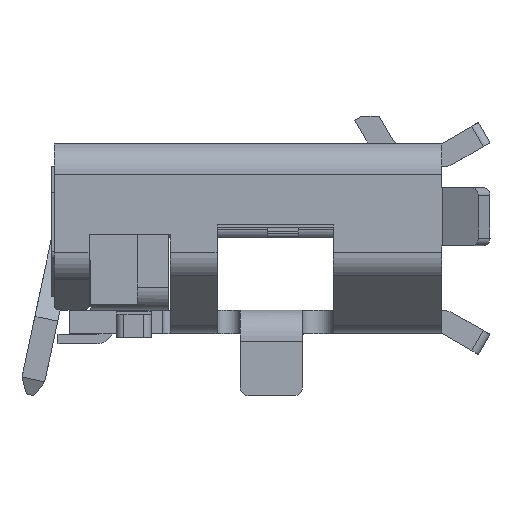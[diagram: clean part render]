
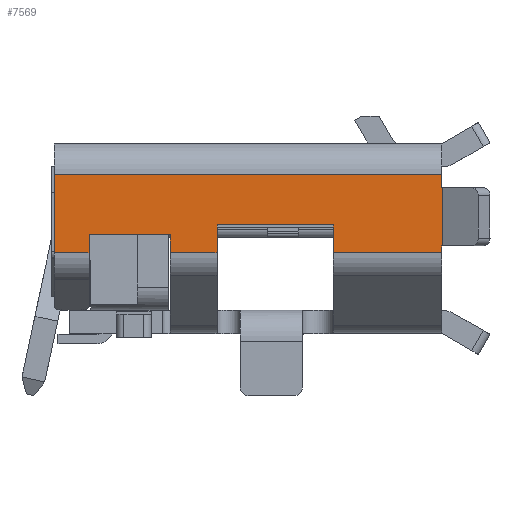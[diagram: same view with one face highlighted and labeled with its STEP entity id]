
A CAD part, left-side view. The second image highlights one B-rep face of the part: STEP entity #7569.
In plain terms, the highlighted planar face has unit normal (-1, 0, 0).
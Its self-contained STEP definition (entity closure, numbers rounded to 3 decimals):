
#6608 = VERTEX_POINT('',#6609);
#6609 = CARTESIAN_POINT('',(-3.75,-3.421,2.183));
#6616 = EDGE_CURVE('',#6617,#6608,#6619,.T.);
#6617 = VERTEX_POINT('',#6618);
#6618 = CARTESIAN_POINT('',(-3.75,-3.421,2.013));
#6619 = LINE('',#6620,#6621);
#6620 = CARTESIAN_POINT('',(-3.75,-3.421,1.678));
#6621 = VECTOR('',#6622,1.);
#6622 = DIRECTION('',(0.,0.,1.));
#6665 = VERTEX_POINT('',#6666);
#6666 = CARTESIAN_POINT('',(-3.75,1.579,2.183));
#6673 = EDGE_CURVE('',#6608,#6665,#6674,.T.);
#6674 = LINE('',#6675,#6676);
#6675 = CARTESIAN_POINT('',(-3.75,-0.921,2.183));
#6676 = VECTOR('',#6677,1.);
#6677 = DIRECTION('',(0.,1.,0.));
#6750 = VERTEX_POINT('',#6751);
#6751 = CARTESIAN_POINT('',(-3.75,1.579,1.173));
#6758 = EDGE_CURVE('',#6665,#6750,#6759,.T.);
#6759 = LINE('',#6760,#6761);
#6760 = CARTESIAN_POINT('',(-3.75,1.579,1.819));
#6761 = VECTOR('',#6762,1.);
#6762 = DIRECTION('',(0.,0.,-1.));
#7569 = ADVANCED_FACE('',(#7570),#7677,.T.);
#7570 = FACE_BOUND('',#7571,.T.);
#7571 = EDGE_LOOP('',(#7572,#7573,#7574,#7582,#7590,#7598,#7606,#7614,
    #7622,#7630,#7638,#7646,#7654,#7662,#7670,#7676));
#7572 = ORIENTED_EDGE('',*,*,#6673,.T.);
#7573 = ORIENTED_EDGE('',*,*,#6758,.T.);
#7574 = ORIENTED_EDGE('',*,*,#7575,.T.);
#7575 = EDGE_CURVE('',#6750,#7576,#7578,.T.);
#7576 = VERTEX_POINT('',#7577);
#7577 = CARTESIAN_POINT('',(-3.75,1.129,1.173));
#7578 = LINE('',#7579,#7580);
#7579 = CARTESIAN_POINT('',(-3.75,-0.922,1.173));
#7580 = VECTOR('',#7581,1.);
#7581 = DIRECTION('',(0.,-1.,0.));
#7582 = ORIENTED_EDGE('',*,*,#7583,.T.);
#7583 = EDGE_CURVE('',#7576,#7584,#7586,.T.);
#7584 = VERTEX_POINT('',#7585);
#7585 = CARTESIAN_POINT('',(-3.75,1.129,1.408));
#7586 = LINE('',#7587,#7588);
#7587 = CARTESIAN_POINT('',(-3.75,1.129,1.678));
#7588 = VECTOR('',#7589,1.);
#7589 = DIRECTION('',(0.,0.,1.));
#7590 = ORIENTED_EDGE('',*,*,#7591,.T.);
#7591 = EDGE_CURVE('',#7584,#7592,#7594,.T.);
#7592 = VERTEX_POINT('',#7593);
#7593 = CARTESIAN_POINT('',(-3.75,0.079,1.408));
#7594 = LINE('',#7595,#7596);
#7595 = CARTESIAN_POINT('',(-3.75,-0.922,1.408));
#7596 = VECTOR('',#7597,1.);
#7597 = DIRECTION('',(0.,-1.,0.));
#7598 = ORIENTED_EDGE('',*,*,#7599,.T.);
#7599 = EDGE_CURVE('',#7592,#7600,#7602,.T.);
#7600 = VERTEX_POINT('',#7601);
#7601 = CARTESIAN_POINT('',(-3.75,0.079,1.176));
#7602 = LINE('',#7603,#7604);
#7603 = CARTESIAN_POINT('',(-3.75,0.079,1.678));
#7604 = VECTOR('',#7605,1.);
#7605 = DIRECTION('',(0.,0.,-1.));
#7606 = ORIENTED_EDGE('',*,*,#7607,.T.);
#7607 = EDGE_CURVE('',#7600,#7608,#7610,.T.);
#7608 = VERTEX_POINT('',#7609);
#7609 = CARTESIAN_POINT('',(-3.75,-0.521,1.176));
#7610 = LINE('',#7611,#7612);
#7611 = CARTESIAN_POINT('',(-3.75,-0.922,1.176));
#7612 = VECTOR('',#7613,1.);
#7613 = DIRECTION('',(0.,-1.,0.));
#7614 = ORIENTED_EDGE('',*,*,#7615,.T.);
#7615 = EDGE_CURVE('',#7608,#7616,#7618,.T.);
#7616 = VERTEX_POINT('',#7617);
#7617 = CARTESIAN_POINT('',(-3.75,-0.521,1.533));
#7618 = LINE('',#7619,#7620);
#7619 = CARTESIAN_POINT('',(-3.75,-0.521,1.678));
#7620 = VECTOR('',#7621,1.);
#7621 = DIRECTION('',(0.,0.,1.));
#7622 = ORIENTED_EDGE('',*,*,#7623,.T.);
#7623 = EDGE_CURVE('',#7616,#7624,#7626,.T.);
#7624 = VERTEX_POINT('',#7625);
#7625 = CARTESIAN_POINT('',(-3.75,-2.021,1.533));
#7626 = LINE('',#7627,#7628);
#7627 = CARTESIAN_POINT('',(-3.75,-0.922,1.533));
#7628 = VECTOR('',#7629,1.);
#7629 = DIRECTION('',(0.,-1.,0.));
#7630 = ORIENTED_EDGE('',*,*,#7631,.T.);
#7631 = EDGE_CURVE('',#7624,#7632,#7634,.T.);
#7632 = VERTEX_POINT('',#7633);
#7633 = CARTESIAN_POINT('',(-3.75,-2.021,1.176));
#7634 = LINE('',#7635,#7636);
#7635 = CARTESIAN_POINT('',(-3.75,-2.021,1.678));
#7636 = VECTOR('',#7637,1.);
#7637 = DIRECTION('',(0.,0.,-1.));
#7638 = ORIENTED_EDGE('',*,*,#7639,.T.);
#7639 = EDGE_CURVE('',#7632,#7640,#7642,.T.);
#7640 = VERTEX_POINT('',#7641);
#7641 = CARTESIAN_POINT('',(-3.75,-3.421,1.176));
#7642 = LINE('',#7643,#7644);
#7643 = CARTESIAN_POINT('',(-3.75,-0.922,1.176));
#7644 = VECTOR('',#7645,1.);
#7645 = DIRECTION('',(0.,-1.,0.));
#7646 = ORIENTED_EDGE('',*,*,#7647,.T.);
#7647 = EDGE_CURVE('',#7640,#7648,#7650,.T.);
#7648 = VERTEX_POINT('',#7649);
#7649 = CARTESIAN_POINT('',(-3.75,-3.421,1.263));
#7650 = LINE('',#7651,#7652);
#7651 = CARTESIAN_POINT('',(-3.75,-3.421,1.678));
#7652 = VECTOR('',#7653,1.);
#7653 = DIRECTION('',(0.,0.,1.));
#7654 = ORIENTED_EDGE('',*,*,#7655,.T.);
#7655 = EDGE_CURVE('',#7648,#7656,#7658,.T.);
#7656 = VERTEX_POINT('',#7657);
#7657 = CARTESIAN_POINT('',(-3.75,-3.423,1.263));
#7658 = LINE('',#7659,#7660);
#7659 = CARTESIAN_POINT('',(-3.75,-0.922,1.263));
#7660 = VECTOR('',#7661,1.);
#7661 = DIRECTION('',(0.,-1.,0.));
#7662 = ORIENTED_EDGE('',*,*,#7663,.T.);
#7663 = EDGE_CURVE('',#7656,#7664,#7666,.T.);
#7664 = VERTEX_POINT('',#7665);
#7665 = CARTESIAN_POINT('',(-3.75,-3.423,2.013));
#7666 = LINE('',#7667,#7668);
#7667 = CARTESIAN_POINT('',(-3.75,-3.423,1.678));
#7668 = VECTOR('',#7669,1.);
#7669 = DIRECTION('',(0.,0.,1.));
#7670 = ORIENTED_EDGE('',*,*,#7671,.T.);
#7671 = EDGE_CURVE('',#7664,#6617,#7672,.T.);
#7672 = LINE('',#7673,#7674);
#7673 = CARTESIAN_POINT('',(-3.75,-0.922,2.013));
#7674 = VECTOR('',#7675,1.);
#7675 = DIRECTION('',(0.,1.,0.));
#7676 = ORIENTED_EDGE('',*,*,#6616,.T.);
#7677 = PLANE('',#7678);
#7678 = AXIS2_PLACEMENT_3D('',#7679,#7680,#7681);
#7679 = CARTESIAN_POINT('',(-3.75,-3.523,1.152));
#7680 = DIRECTION('',(-1.,0.,0.));
#7681 = DIRECTION('',(0.,0.,1.));
